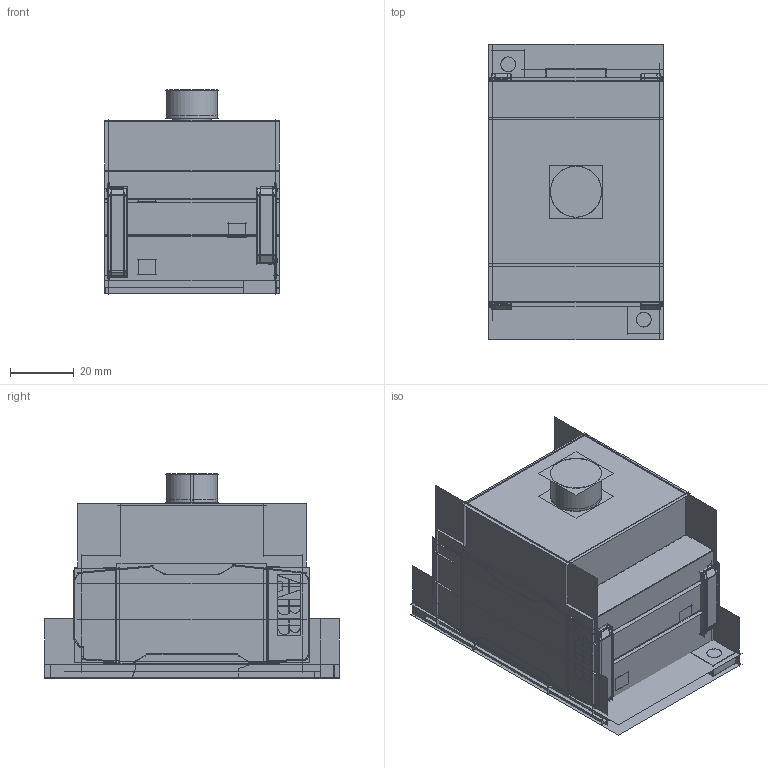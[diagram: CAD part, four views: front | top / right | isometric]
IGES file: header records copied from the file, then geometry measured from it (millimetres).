
Start section:  PTC IGES file: otdc16-32u-us2_asm2.igs
Global section: file name: otdc16-32u-us2_asm2.igs; native system: Creo Parametric by Parametric Technology Corporation; preprocessor: 2013320; author: FIJURAJ4; organization: Unknown; date: 20141017.085044; units: millimetre
Bounding box: 55.01 x 92.56 x 64.24 mm (x, y, z)
Surface area: 139056.4 mm2 (no closed solid volume)
Topology: 0 solids, 0 shells, 1674 faces, 22501 edges, 29328 vertices
Faces by surface type: bspline 968, revolution 706
